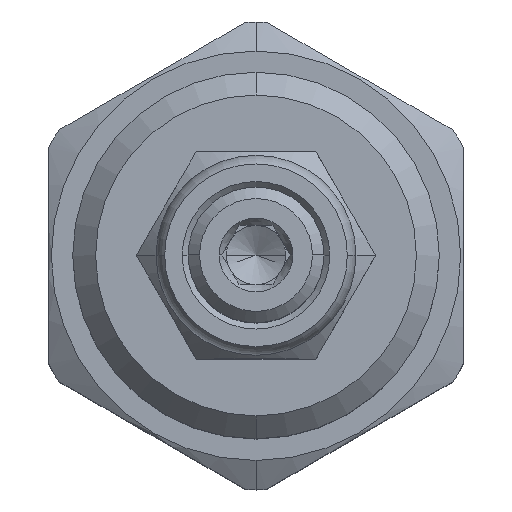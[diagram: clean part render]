
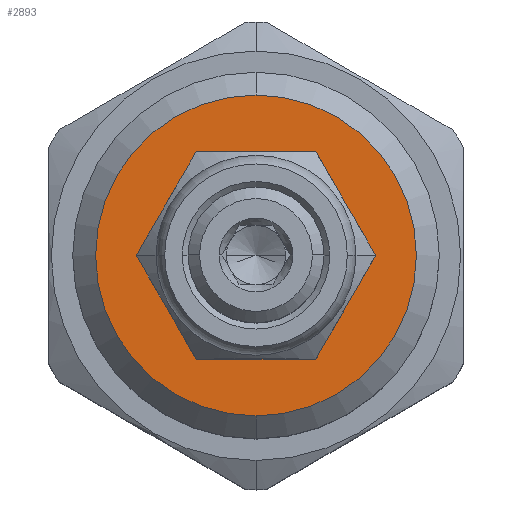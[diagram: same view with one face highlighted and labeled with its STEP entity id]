
A CAD part, top view. The second image highlights one B-rep face of the part: STEP entity #2893.
In plain terms, the highlighted planar face has unit normal (0, 0, 1).
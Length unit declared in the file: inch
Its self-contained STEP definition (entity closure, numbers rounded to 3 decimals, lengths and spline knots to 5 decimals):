
#300=CARTESIAN_POINT('',(0.,0.,2.938));
#301=DIRECTION('',(0.,0.,1.));
#302=DIRECTION('',(-1.,0.,0.));
#303=AXIS2_PLACEMENT_3D('',#300,#301,#302);
#305=CARTESIAN_POINT('',(0.,0.,2.938));
#306=DIRECTION('',(0.,0.,1.));
#307=DIRECTION('',(1.,0.,0.));
#308=AXIS2_PLACEMENT_3D('',#305,#306,#307);
#310=CARTESIAN_POINT('',(0.,0.,2.938));
#311=DIRECTION('',(0.,0.,1.));
#312=DIRECTION('',(0.,-1.,0.));
#313=AXIS2_PLACEMENT_3D('',#310,#311,#312);
#328=CARTESIAN_POINT('',(0.,0.,2.938));
#329=DIRECTION('',(0.,0.,1.));
#330=DIRECTION('',(0.,1.,0.));
#331=AXIS2_PLACEMENT_3D('',#328,#329,#330);
#2237=CARTESIAN_POINT('',(0.,0.435,2.938));
#2238=CARTESIAN_POINT('',(0.,-0.435,2.938));
#2239=VERTEX_POINT('',#2237);
#2240=VERTEX_POINT('',#2238);
#2461=CARTESIAN_POINT('',(-0.271,0.,2.938));
#2462=CARTESIAN_POINT('',(0.271,0.,2.938));
#2463=VERTEX_POINT('',#2461);
#2464=VERTEX_POINT('',#2462);
#2877=CARTESIAN_POINT('',(0.,0.,2.938));
#2878=DIRECTION('',(0.,0.,1.));
#2879=DIRECTION('',(0.,1.,0.));
#2880=AXIS2_PLACEMENT_3D('',#2877,#2878,#2879);
#2881=PLANE('',#2880);
#2883=ORIENTED_EDGE('',*,*,#2882,.F.);
#2885=ORIENTED_EDGE('',*,*,#2884,.F.);
#2886=EDGE_LOOP('',(#2883,#2885));
#2887=FACE_OUTER_BOUND('',#2886,.F.);
#2889=ORIENTED_EDGE('',*,*,#2888,.T.);
#2890=ORIENTED_EDGE('',*,*,#2867,.T.);
#2891=EDGE_LOOP('',(#2889,#2890));
#2892=FACE_BOUND('',#2891,.F.);
#2893=ADVANCED_FACE('',(#2887,#2892),#2881,.T.);
#304=CIRCLE('',#303,0.271);
#309=CIRCLE('',#308,0.271);
#314=CIRCLE('',#313,0.435);
#332=CIRCLE('',#331,0.435);
#2867=EDGE_CURVE('',#2464,#2463,#309,.T.);
#2882=EDGE_CURVE('',#2240,#2239,#314,.T.);
#2884=EDGE_CURVE('',#2239,#2240,#332,.T.);
#2888=EDGE_CURVE('',#2463,#2464,#304,.T.);
